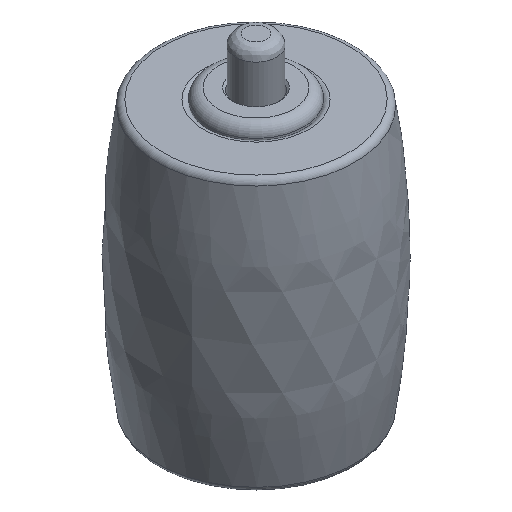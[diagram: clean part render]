
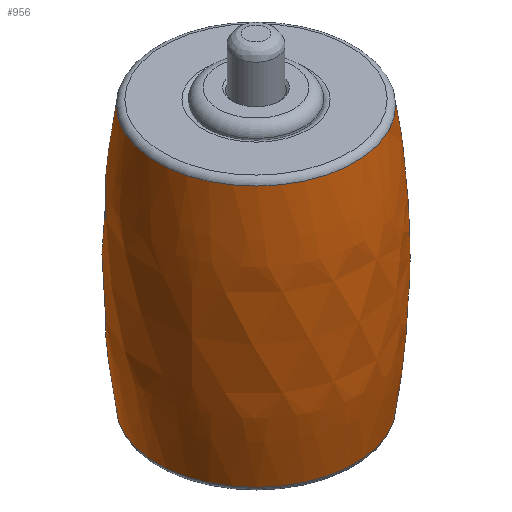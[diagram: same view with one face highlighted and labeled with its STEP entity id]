
A CAD part, isometric view. The second image highlights one B-rep face of the part: STEP entity #956.
In plain terms, the highlighted free-form (B-spline) face has degree [2, 2] with [3, 9] control points.
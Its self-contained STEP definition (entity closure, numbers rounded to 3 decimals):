
#173=FACE_OUTER_BOUND('',#234,.T.);
#234=EDGE_LOOP('',(#883,#884,#885,#886,#887,#888));
#361=CIRCLE('',#1193,4.809);
#362=CIRCLE('',#1194,4.809);
#366=CIRCLE('',#1199,4.809);
#367=CIRCLE('',#1200,4.809);
#371=CIRCLE('',#1207,41.275);
#468=VERTEX_POINT('',#1926);
#469=VERTEX_POINT('',#1927);
#472=VERTEX_POINT('',#1936);
#473=VERTEX_POINT('',#1937);
#605=EDGE_CURVE('',#468,#469,#361,.T.);
#606=EDGE_CURVE('',#469,#468,#362,.T.);
#610=EDGE_CURVE('',#472,#473,#366,.T.);
#611=EDGE_CURVE('',#473,#472,#367,.T.);
#618=EDGE_CURVE('',#468,#473,#371,.T.);
#883=ORIENTED_EDGE('',*,*,#605,.T.);
#884=ORIENTED_EDGE('',*,*,#606,.T.);
#885=ORIENTED_EDGE('',*,*,#618,.T.);
#886=ORIENTED_EDGE('',*,*,#611,.T.);
#887=ORIENTED_EDGE('',*,*,#610,.T.);
#888=ORIENTED_EDGE('',*,*,#618,.F.);
#907=(
BOUNDED_SURFACE()
B_SPLINE_SURFACE(2,2,((#1951,#1952,#1953,#1954,#1955,#1956,#1957,#1958,
#1959),(#1960,#1961,#1962,#1963,#1964,#1965,#1966,#1967,#1968),(#1969,#1970,
#1971,#1972,#1973,#1974,#1975,#1976,#1977)),.UNSPECIFIED.,.F.,.T.,.F.)
B_SPLINE_SURFACE_WITH_KNOTS((3,3),(3,2,2,2,3),(-0.154,0.154),
(-3.142,-1.571,0.,1.571,3.142),
 .UNSPECIFIED.)
GEOMETRIC_REPRESENTATION_ITEM()
RATIONAL_B_SPLINE_SURFACE(((1.,0.707,1.,0.707,1.,
0.707,1.,0.707,1.),(0.988,0.699,
0.988,0.699,0.988,0.699,
0.988,0.699,0.988),(1.,0.707,
1.,0.707,1.,0.707,1.,0.707,1.)))
REPRESENTATION_ITEM('')
SURFACE()
);
#956=ADVANCED_FACE('',(#173),#907,.F.);
#1193=AXIS2_PLACEMENT_3D('',#1928,#1554,#1555);
#1194=AXIS2_PLACEMENT_3D('',#1929,#1556,#1557);
#1199=AXIS2_PLACEMENT_3D('',#1938,#1566,#1567);
#1200=AXIS2_PLACEMENT_3D('',#1939,#1568,#1569);
#1207=AXIS2_PLACEMENT_3D('',#1978,#1585,#1586);
#1554=DIRECTION('center_axis',(1.,0.,0.));
#1555=DIRECTION('ref_axis',(0.,0.,-1.));
#1556=DIRECTION('center_axis',(1.,0.,0.));
#1557=DIRECTION('ref_axis',(0.,0.,-1.));
#1566=DIRECTION('center_axis',(-1.,0.,0.));
#1567=DIRECTION('ref_axis',(0.,0.,1.));
#1568=DIRECTION('center_axis',(-1.,0.,0.));
#1569=DIRECTION('ref_axis',(0.,0.,1.));
#1585=DIRECTION('center_axis',(0.,-1.,0.));
#1586=DIRECTION('ref_axis',(0.,0.,-1.));
#1926=CARTESIAN_POINT('',(-6.346,0.,-4.809));
#1927=CARTESIAN_POINT('',(-6.346,0.,4.809));
#1928=CARTESIAN_POINT('Origin',(-6.346,0.,0.));
#1929=CARTESIAN_POINT('Origin',(-6.346,0.,0.));
#1936=CARTESIAN_POINT('',(6.346,0.,4.809));
#1937=CARTESIAN_POINT('',(6.346,0.,-4.809));
#1938=CARTESIAN_POINT('Origin',(6.346,0.,0.));
#1939=CARTESIAN_POINT('Origin',(6.346,0.,0.));
#1951=CARTESIAN_POINT('Ctrl Pts',(6.346,0.,-4.809));
#1952=CARTESIAN_POINT('Ctrl Pts',(6.346,-4.809,-4.809));
#1953=CARTESIAN_POINT('Ctrl Pts',(6.346,-4.809,0.));
#1954=CARTESIAN_POINT('Ctrl Pts',(6.346,-4.809,4.809));
#1955=CARTESIAN_POINT('Ctrl Pts',(6.346,0.,4.809));
#1956=CARTESIAN_POINT('Ctrl Pts',(6.346,4.809,4.809));
#1957=CARTESIAN_POINT('Ctrl Pts',(6.346,4.809,0.));
#1958=CARTESIAN_POINT('Ctrl Pts',(6.346,4.809,-4.809));
#1959=CARTESIAN_POINT('Ctrl Pts',(6.346,0.,-4.809));
#1960=CARTESIAN_POINT('Ctrl Pts',(0.,0.,-5.797));
#1961=CARTESIAN_POINT('Ctrl Pts',(0.,-5.797,
-5.797));
#1962=CARTESIAN_POINT('Ctrl Pts',(0.,-5.797,
0.));
#1963=CARTESIAN_POINT('Ctrl Pts',(0.,-5.797,
5.797));
#1964=CARTESIAN_POINT('Ctrl Pts',(0.,0.,5.797));
#1965=CARTESIAN_POINT('Ctrl Pts',(0.,5.797,
5.797));
#1966=CARTESIAN_POINT('Ctrl Pts',(0.,5.797,
0.));
#1967=CARTESIAN_POINT('Ctrl Pts',(0.,5.797,
-5.797));
#1968=CARTESIAN_POINT('Ctrl Pts',(0.,0.,-5.797));
#1969=CARTESIAN_POINT('Ctrl Pts',(-6.346,0.,-4.809));
#1970=CARTESIAN_POINT('Ctrl Pts',(-6.346,-4.809,-4.809));
#1971=CARTESIAN_POINT('Ctrl Pts',(-6.346,-4.809,0.));
#1972=CARTESIAN_POINT('Ctrl Pts',(-6.346,-4.809,4.809));
#1973=CARTESIAN_POINT('Ctrl Pts',(-6.346,0.,4.809));
#1974=CARTESIAN_POINT('Ctrl Pts',(-6.346,4.809,4.809));
#1975=CARTESIAN_POINT('Ctrl Pts',(-6.346,4.809,0.));
#1976=CARTESIAN_POINT('Ctrl Pts',(-6.346,4.809,-4.809));
#1977=CARTESIAN_POINT('Ctrl Pts',(-6.346,0.,-4.809));
#1978=CARTESIAN_POINT('Origin',(0.,0.,
35.975));
